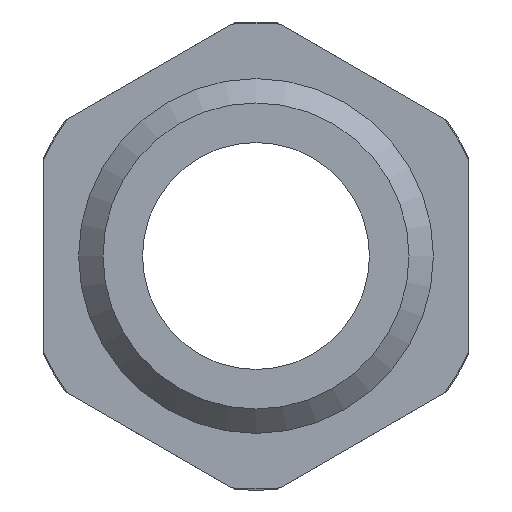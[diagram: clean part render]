
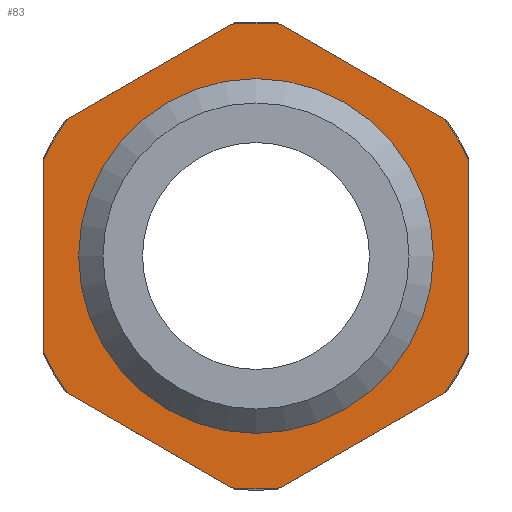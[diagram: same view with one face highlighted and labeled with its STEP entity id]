
A CAD part, left-side view. The second image highlights one B-rep face of the part: STEP entity #83.
In plain terms, the highlighted planar face has unit normal (-1, 0, 0).
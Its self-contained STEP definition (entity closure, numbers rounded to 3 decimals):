
#83 = ADVANCED_FACE( '', ( #151, #152 ), #153, .F. );
#151 = FACE_OUTER_BOUND( '', #320, .T. );
#152 = FACE_BOUND( '', #321, .T. );
#153 = PLANE( '', #322 );
#320 = EDGE_LOOP( '', ( #506, #507, #508, #509, #510, #511, #512, #513, #514, #515, #516, #517 ) );
#321 = EDGE_LOOP( '', ( #518 ) );
#322 = AXIS2_PLACEMENT_3D( '', #519, #520, #521 );
#506 = ORIENTED_EDGE( '', *, *, #889, .F. );
#507 = ORIENTED_EDGE( '', *, *, #890, .F. );
#508 = ORIENTED_EDGE( '', *, *, #891, .F. );
#509 = ORIENTED_EDGE( '', *, *, #888, .F. );
#510 = ORIENTED_EDGE( '', *, *, #892, .F. );
#511 = ORIENTED_EDGE( '', *, *, #893, .F. );
#512 = ORIENTED_EDGE( '', *, *, #894, .F. );
#513 = ORIENTED_EDGE( '', *, *, #895, .F. );
#514 = ORIENTED_EDGE( '', *, *, #896, .F. );
#515 = ORIENTED_EDGE( '', *, *, #897, .F. );
#516 = ORIENTED_EDGE( '', *, *, #898, .F. );
#517 = ORIENTED_EDGE( '', *, *, #899, .F. );
#518 = ORIENTED_EDGE( '', *, *, #900, .T. );
#519 = CARTESIAN_POINT( '', ( -11.75, 11.58, 0. ) );
#520 = DIRECTION( '', ( 1., 0., 0. ) );
#521 = DIRECTION( '', ( 0., 0., -1. ) );
#888 = EDGE_CURVE( '', #1046, #1044, #1048, .T. );
#889 = EDGE_CURVE( '', #1049, #1050, #1051, .T. );
#890 = EDGE_CURVE( '', #1052, #1049, #1053, .T. );
#891 = EDGE_CURVE( '', #1044, #1052, #1054, .T. );
#892 = EDGE_CURVE( '', #1055, #1046, #1056, .T. );
#893 = EDGE_CURVE( '', #1057, #1055, #1058, .T. );
#894 = EDGE_CURVE( '', #1059, #1057, #1060, .T. );
#895 = EDGE_CURVE( '', #1061, #1059, #1062, .T. );
#896 = EDGE_CURVE( '', #1063, #1061, #1064, .T. );
#897 = EDGE_CURVE( '', #1065, #1063, #1066, .T. );
#898 = EDGE_CURVE( '', #1067, #1065, #1068, .T. );
#899 = EDGE_CURVE( '', #1050, #1067, #1069, .T. );
#900 = EDGE_CURVE( '', #1070, #1070, #1071, .T. );
#1044 = VERTEX_POINT( '', #1753 );
#1046 = VERTEX_POINT( '', #1756 );
#1048 = CIRCLE( '', #1759, 16.425 );
#1049 = VERTEX_POINT( '', #1760 );
#1050 = VERTEX_POINT( '', #1761 );
#1051 = LINE( '', #1762, #1763 );
#1052 = VERTEX_POINT( '', #1764 );
#1053 = CIRCLE( '', #1765, 16.425 );
#1054 = LINE( '', #1766, #1767 );
#1055 = VERTEX_POINT( '', #1768 );
#1056 = LINE( '', #1769, #1770 );
#1057 = VERTEX_POINT( '', #1771 );
#1058 = CIRCLE( '', #1772, 16.425 );
#1059 = VERTEX_POINT( '', #1773 );
#1060 = LINE( '', #1774, #1775 );
#1061 = VERTEX_POINT( '', #1776 );
#1062 = CIRCLE( '', #1777, 16.425 );
#1063 = VERTEX_POINT( '', #1778 );
#1064 = LINE( '', #1779, #1780 );
#1065 = VERTEX_POINT( '', #1781 );
#1066 = CIRCLE( '', #1782, 16.425 );
#1067 = VERTEX_POINT( '', #1783 );
#1068 = LINE( '', #1784, #1785 );
#1069 = CIRCLE( '', #1786, 16.425 );
#1070 = VERTEX_POINT( '', #1787 );
#1071 = CIRCLE( '', #1788, 11.58 );
#1753 = CARTESIAN_POINT( '', ( -11.75, 1.705, -16.336 ) );
#1756 = CARTESIAN_POINT( '', ( -11.75, -1.705, -16.336 ) );
#1759 = AXIS2_PLACEMENT_3D( '', #2105, #2106, #2107 );
#1760 = CARTESIAN_POINT( '', ( -11.75, 15., -6.692 ) );
#1761 = CARTESIAN_POINT( '', ( -11.75, 15., 6.692 ) );
#1762 = CARTESIAN_POINT( '', ( -11.75, 15., -8.66 ) );
#1763 = VECTOR( '', #2108, 1000. );
#1764 = CARTESIAN_POINT( '', ( -11.75, 13.295, -9.644 ) );
#1765 = AXIS2_PLACEMENT_3D( '', #2109, #2110, #2111 );
#1766 = CARTESIAN_POINT( '', ( -11.75, 0., -17.321 ) );
#1767 = VECTOR( '', #2112, 1000. );
#1768 = CARTESIAN_POINT( '', ( -11.75, -13.295, -9.644 ) );
#1769 = CARTESIAN_POINT( '', ( -11.75, -15., -8.66 ) );
#1770 = VECTOR( '', #2113, 1000. );
#1771 = CARTESIAN_POINT( '', ( -11.75, -15., -6.692 ) );
#1772 = AXIS2_PLACEMENT_3D( '', #2114, #2115, #2116 );
#1773 = CARTESIAN_POINT( '', ( -11.75, -15., 6.692 ) );
#1774 = CARTESIAN_POINT( '', ( -11.75, -15., 8.66 ) );
#1775 = VECTOR( '', #2117, 1000. );
#1776 = CARTESIAN_POINT( '', ( -11.75, -13.295, 9.644 ) );
#1777 = AXIS2_PLACEMENT_3D( '', #2118, #2119, #2120 );
#1778 = CARTESIAN_POINT( '', ( -11.75, -1.705, 16.336 ) );
#1779 = CARTESIAN_POINT( '', ( -11.75, 0., 17.321 ) );
#1780 = VECTOR( '', #2121, 1000. );
#1781 = CARTESIAN_POINT( '', ( -11.75, 1.705, 16.336 ) );
#1782 = AXIS2_PLACEMENT_3D( '', #2122, #2123, #2124 );
#1783 = CARTESIAN_POINT( '', ( -11.75, 13.295, 9.644 ) );
#1784 = CARTESIAN_POINT( '', ( -11.75, 15., 8.66 ) );
#1785 = VECTOR( '', #2125, 1000. );
#1786 = AXIS2_PLACEMENT_3D( '', #2126, #2127, #2128 );
#1787 = CARTESIAN_POINT( '', ( -11.75, 0., -11.58 ) );
#1788 = AXIS2_PLACEMENT_3D( '', #2129, #2130, #2131 );
#2105 = CARTESIAN_POINT( '', ( -11.75, 0., 0. ) );
#2106 = DIRECTION( '', ( 1., 0., 0. ) );
#2107 = DIRECTION( '', ( 0., 0., -1. ) );
#2108 = DIRECTION( '', ( 0., 0., 1. ) );
#2109 = CARTESIAN_POINT( '', ( -11.75, 0., 0. ) );
#2110 = DIRECTION( '', ( 1., 0., 0. ) );
#2111 = DIRECTION( '', ( 0., 0., -1. ) );
#2112 = DIRECTION( '', ( 0., 0.866, 0.5 ) );
#2113 = DIRECTION( '', ( 0., 0.866, -0.5 ) );
#2114 = CARTESIAN_POINT( '', ( -11.75, 0., 0. ) );
#2115 = DIRECTION( '', ( 1., 0., 0. ) );
#2116 = DIRECTION( '', ( 0., 0., -1. ) );
#2117 = DIRECTION( '', ( 0., 0., -1. ) );
#2118 = CARTESIAN_POINT( '', ( -11.75, 0., 0. ) );
#2119 = DIRECTION( '', ( 1., 0., 0. ) );
#2120 = DIRECTION( '', ( 0., 0., -1. ) );
#2121 = DIRECTION( '', ( 0., -0.866, -0.5 ) );
#2122 = CARTESIAN_POINT( '', ( -11.75, 0., 0. ) );
#2123 = DIRECTION( '', ( 1., 0., 0. ) );
#2124 = DIRECTION( '', ( 0., 0., -1. ) );
#2125 = DIRECTION( '', ( 0., -0.866, 0.5 ) );
#2126 = CARTESIAN_POINT( '', ( -11.75, 0., 0. ) );
#2127 = DIRECTION( '', ( 1., 0., 0. ) );
#2128 = DIRECTION( '', ( 0., 0., -1. ) );
#2129 = CARTESIAN_POINT( '', ( -11.75, 0., 0. ) );
#2130 = DIRECTION( '', ( 1., 0., 0. ) );
#2131 = DIRECTION( '', ( 0., 0., -1. ) );
